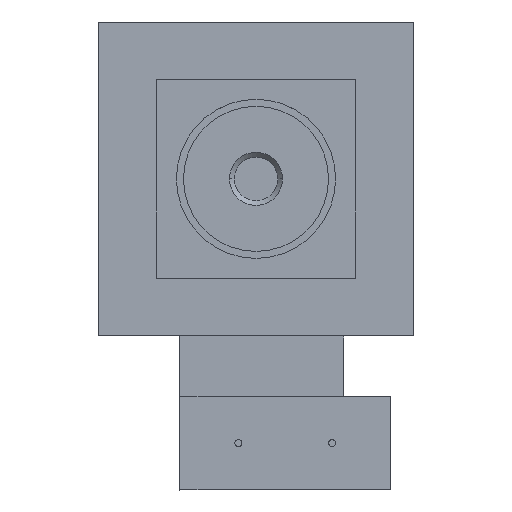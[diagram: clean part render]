
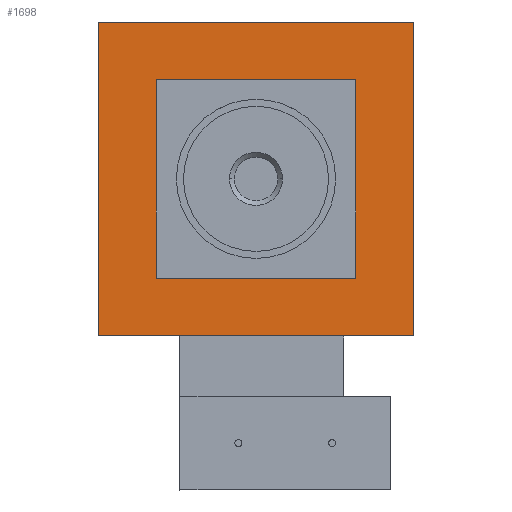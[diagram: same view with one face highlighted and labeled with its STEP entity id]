
A CAD part, top view. The second image highlights one B-rep face of the part: STEP entity #1698.
In plain terms, the highlighted planar face has unit normal (0, 0, 1).
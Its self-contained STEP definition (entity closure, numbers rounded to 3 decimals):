
#201 = DIRECTION ( 'NONE',  ( 0., 1., 0. ) ) ;
#248 = EDGE_CURVE ( 'NONE', #498, #3973, #3033, .T. ) ;
#252 = CARTESIAN_POINT ( 'NONE',  ( 7., -5.049, 1.125 ) ) ;
#275 = AXIS2_PLACEMENT_3D ( 'NONE', #2645, #3008, #3619 ) ;
#279 = EDGE_CURVE ( 'NONE', #3973, #354, #285, .T. ) ;
#285 = LINE ( 'NONE', #2870, #3013 ) ;
#354 = VERTEX_POINT ( 'NONE', #1644 ) ;
#441 = FACE_OUTER_BOUND ( 'NONE', #703, .T. ) ;
#496 = ORIENTED_EDGE ( 'NONE', *, *, #279, .T. ) ;
#498 = VERTEX_POINT ( 'NONE', #252 ) ;
#526 = VECTOR ( 'NONE', #1544, 1000. ) ;
#703 = EDGE_LOOP ( 'NONE', ( #2523, #496, #980, #3955 ) ) ;
#860 = LINE ( 'NONE', #3445, #526 ) ;
#883 = DIRECTION ( 'NONE',  ( 0., -1., 0. ) ) ;
#980 = ORIENTED_EDGE ( 'NONE', *, *, #2232, .T. ) ;
#1147 = CARTESIAN_POINT ( 'NONE',  ( 7., 8.37, 1.125 ) ) ;
#1219 = CARTESIAN_POINT ( 'NONE',  ( -6.5, -5.049, 1.125 ) ) ;
#1544 = DIRECTION ( 'NONE',  ( 1., 0., 0. ) ) ;
#1640 = VECTOR ( 'NONE', #201, 1000. ) ;
#1644 = CARTESIAN_POINT ( 'NONE',  ( -6.5, 8.37, 1.125 ) ) ;
#1698 = ADVANCED_FACE ( 'NONE', ( #441 ), #2357, .F. ) ;
#2109 = VECTOR ( 'NONE', #883, 1000. ) ;
#2181 = CARTESIAN_POINT ( 'NONE',  ( -6.5, -5.049, 1.125 ) ) ;
#2193 = EDGE_CURVE ( 'NONE', #3126, #498, #860, .T. ) ;
#2232 = EDGE_CURVE ( 'NONE', #354, #3126, #2496, .T. ) ;
#2357 = PLANE ( 'NONE',  #275 ) ;
#2496 = LINE ( 'NONE', #2181, #2109 ) ;
#2523 = ORIENTED_EDGE ( 'NONE', *, *, #248, .T. ) ;
#2645 = CARTESIAN_POINT ( 'NONE',  ( 0.25, 1.661, 1.125 ) ) ;
#2748 = CARTESIAN_POINT ( 'NONE',  ( 7., -5.049, 1.125 ) ) ;
#2870 = CARTESIAN_POINT ( 'NONE',  ( -6.5, 8.37, 1.125 ) ) ;
#3008 = DIRECTION ( 'NONE',  ( 0., 0., -1. ) ) ;
#3013 = VECTOR ( 'NONE', #3815, 1000. ) ;
#3033 = LINE ( 'NONE', #2748, #1640 ) ;
#3126 = VERTEX_POINT ( 'NONE', #1219 ) ;
#3445 = CARTESIAN_POINT ( 'NONE',  ( -6.5, -5.049, 1.125 ) ) ;
#3619 = DIRECTION ( 'NONE',  ( 0., -1., 0. ) ) ;
#3815 = DIRECTION ( 'NONE',  ( -1., 0., 0. ) ) ;
#3955 = ORIENTED_EDGE ( 'NONE', *, *, #2193, .T. ) ;
#3973 = VERTEX_POINT ( 'NONE', #1147 ) ;
